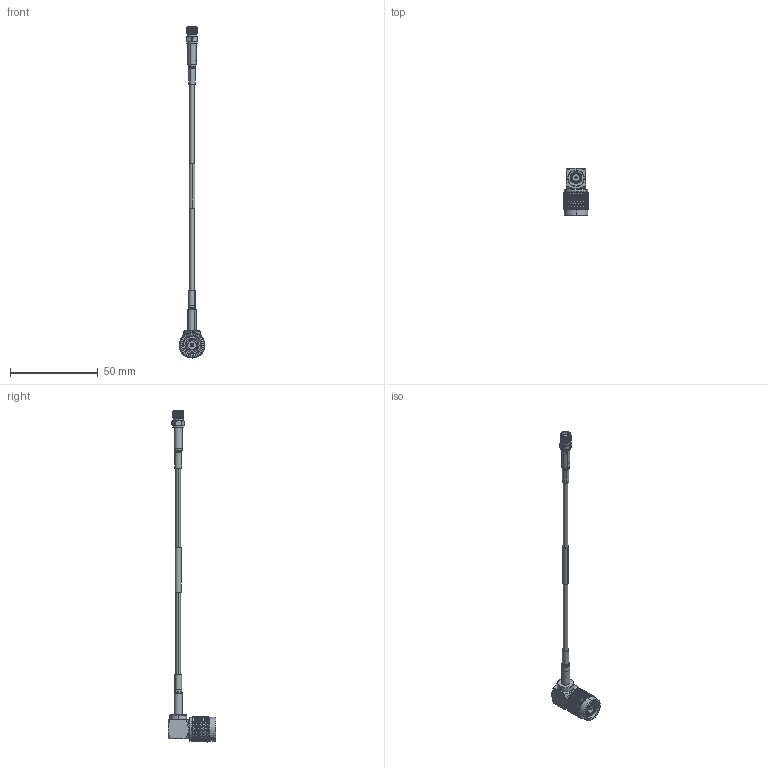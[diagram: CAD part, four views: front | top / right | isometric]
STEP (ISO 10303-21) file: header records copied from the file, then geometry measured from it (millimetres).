
FILE_DESCRIPTION (( 'STEP AP214' ), '1' );
FILE_NAME ('FMCA10006_3D.step', '2024-01-26T20:46:37', ( '' ), ( '' ), 'SwSTEP 2.0', 'SolidWorks 2022', '' );
FILE_SCHEMA (( 'AUTOMOTIVE_DESIGN' ));
Length unit declared in the file: inch
Products named in the file (6): RG316_NO LABEL; 1AW01-003_.126 ID; HeatShrink-RG316-DS; PE4455 ¦ FMCN1150; FMCA10006_3D; SC7078
Assembly tree (6 placements, depth 2):
  FMCA10006_3D
    1AW01-003_.126 ID
    RG316_NO LABEL
    HeatShrink-RG316-DS  x2
    SC7078
    PE4455 ¦ FMCN1150
Bounding box: 14.5 x 27.3 x 189.42 mm (x, y, z)
Volume: 4817.3 mm3; surface area: 6454.4 mm2
Topology: 8 solids, 8 shells, 2793 faces, 5913 edges, 3157 vertices
Faces by surface type: bspline 2008, cylinder 629, plane 72, cone 66, torus 18
Entity records: 107079 total; most frequent: CARTESIAN_POINT 70072, ORIENTED_EDGE 11738, EDGE_CURVE 5869, VERTEX_POINT 3133, EDGE_LOOP 2800, FACE_OUTER_BOUND 2771, ADVANCED_FACE 2771, DIRECTION 2502
